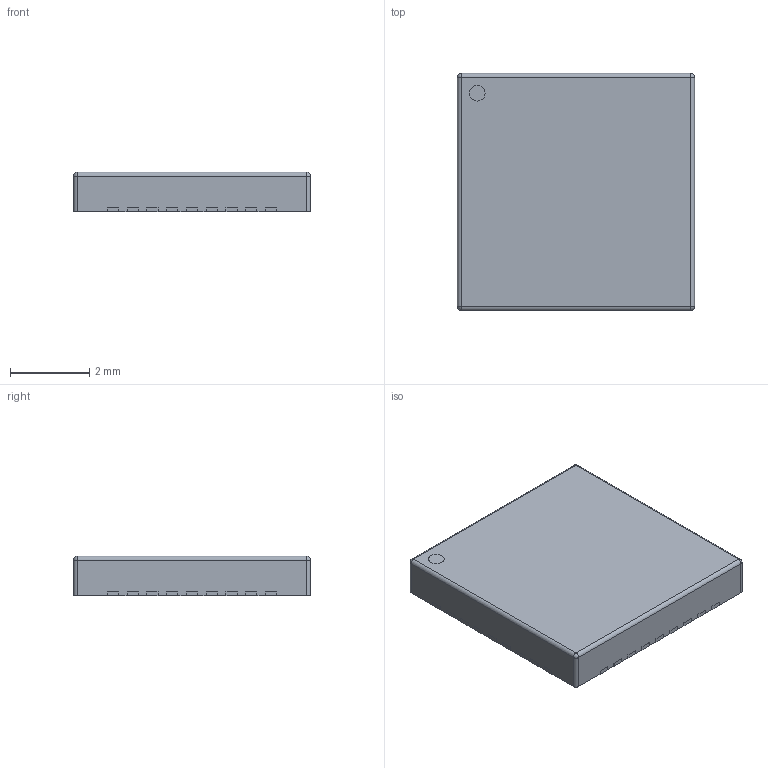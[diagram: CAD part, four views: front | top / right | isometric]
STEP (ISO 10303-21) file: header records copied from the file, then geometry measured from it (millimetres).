
FILE_DESCRIPTION(('for SolidWorks'),'2;1');
FILE_NAME('qfn-36l_6x6x0.5.step', '2016-07-12T16:30:38',('Serg'),(''),'Open CASCADE STEP processor 6.6', 'DipTrace','Unknown');
FILE_SCHEMA(('AUTOMOTIVE_DESIGN { 1 0 10303 214 1 1 1 1 }'));
Length unit declared in the file: millimetre
Products named in the file (2): ASSEMBLY; qfn-36l_6x6x0.5
Assembly tree (1 placements, depth 2):
  ASSEMBLY
    qfn-36l_6x6x0.5
Bounding box: 6 x 6 x 1 mm (x, y, z)
Volume: 35.9 mm3; surface area: 94.8 mm2
Topology: 1 solids, 1 shells, 313 faces, 919 edges, 606 vertices
Faces by surface type: plane 228, cylinder 81, sphere 4
Full cylindrical faces by diameter (mm): 0.4 x1
Entity records: 12517 total; most frequent: CARTESIAN_POINT 1836, ORIENTED_EDGE 1830, DIRECTION 1707, EDGE_CURVE 915, LINE 753, VECTOR 753, VERTEX_POINT 606, AXIS2_PLACEMENT_3D 477
